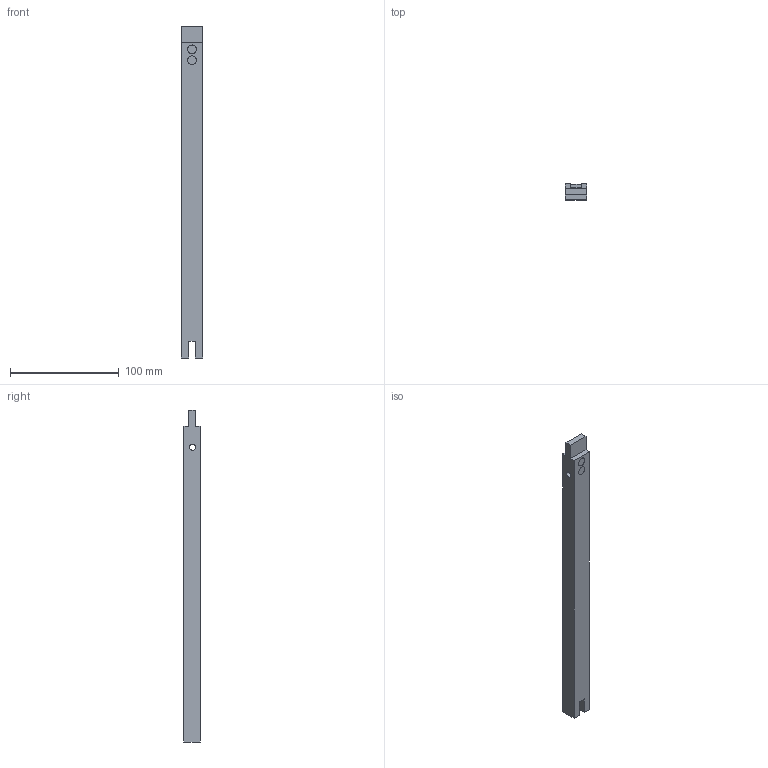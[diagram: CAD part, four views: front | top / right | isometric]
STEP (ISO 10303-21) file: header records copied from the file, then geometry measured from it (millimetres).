
FILE_DESCRIPTION(/* description */ (''),/* implementation_level */ '2;1');
FILE_NAME(/* name */ 'Front Top Spacer Left.step',/* time_stamp */ '2022-11-04T08:28:19-05:00',/* author */ (''),/* organization */ (''),/* preprocessor_version */ 'ST-DEVELOPER v19.2',/* originating_system */ 'Autodesk Translation Framework v11.17.0.187',/* authorisation */ '');
FILE_SCHEMA (('AUTOMOTIVE_DESIGN { 1 0 10303 214 3 1 1 }'));
Length unit declared in the file: millimetre
Products named in the file (1): Front Top Spacer Left
Bounding box: 20 x 15 x 305 mm (x, y, z)
Volume: 76579.5 mm3; surface area: 24302.8 mm2
Topology: 1 solids, 1 shells, 23 faces, 57 edges, 38 vertices
Faces by surface type: plane 20, cylinder 3
Full cylindrical faces by diameter (mm): 5.5 x1, 8 x2
Entity records: 721 total; most frequent: CARTESIAN_POINT 119, ORIENTED_EDGE 114, DIRECTION 111, EDGE_CURVE 57, LINE 51, VECTOR 51, VERTEX_POINT 38, AXIS2_PLACEMENT_3D 30
